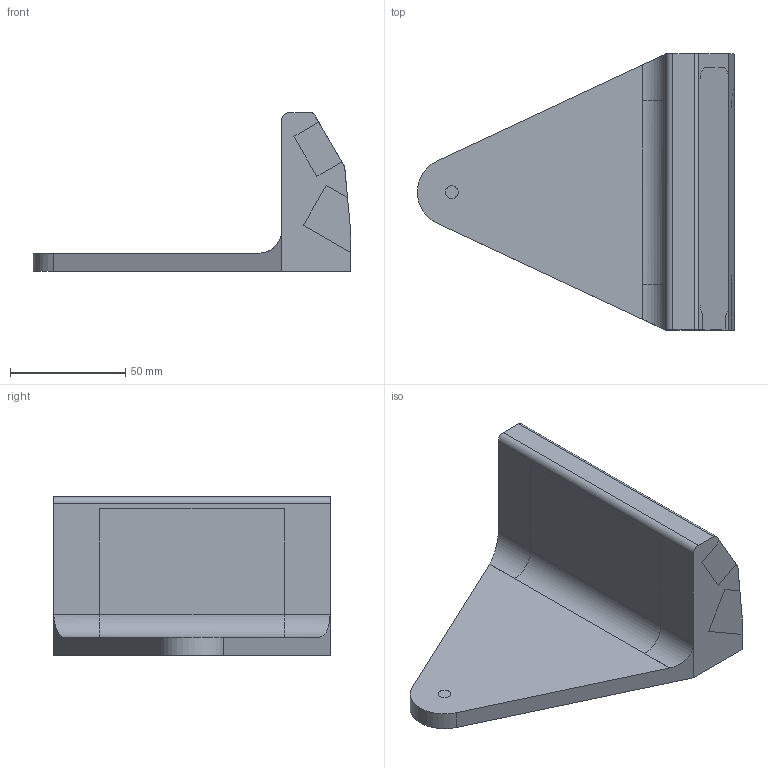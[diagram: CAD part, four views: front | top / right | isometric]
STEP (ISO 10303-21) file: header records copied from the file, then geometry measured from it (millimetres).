
FILE_DESCRIPTION(/* description */ (''),/* implementation_level */ '2;1');
FILE_NAME(/* name */ 'FetchBaseCameraMount Mk.1 v25.step',/* time_stamp */ '2020-02-16T21:59:16+09:00',/* author */ (''),/* organization */ (''),/* preprocessor_version */ 'ST-DEVELOPER v18',/* originating_system */ 'Autodesk Translation Framework v8.12.0.6',/* authorisation */ '');
FILE_SCHEMA (('AUTOMOTIVE_DESIGN { 1 0 10303 214 3 1 1 }'));
Length unit declared in the file: millimetre
Products named in the file (2): FetchBaseCameraMount Mk.1; コンポーネント1
Assembly tree (1 placements, depth 2):
  FetchBaseCameraMount Mk.1
    コンポーネント1
Bounding box: 137.77 x 120 x 68.95 mm (x, y, z)
Volume: 438026 mm3; surface area: 90504.3 mm2
Topology: 2 solids, 2 shells, 72 faces, 199 edges, 129 vertices
Faces by surface type: plane 39, cylinder 29, bspline 4
Full cylindrical faces by diameter (mm): 3.2 x4, 5.5 x2, 10 x1
Entity records: 2713 total; most frequent: CARTESIAN_POINT 764, ORIENTED_EDGE 398, DIRECTION 398, EDGE_CURVE 199, AXIS2_PLACEMENT_3D 136, VERTEX_POINT 129, LINE 126, VECTOR 126
